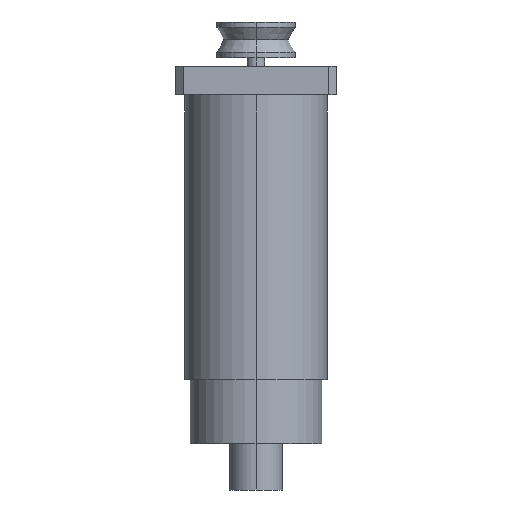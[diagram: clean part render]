
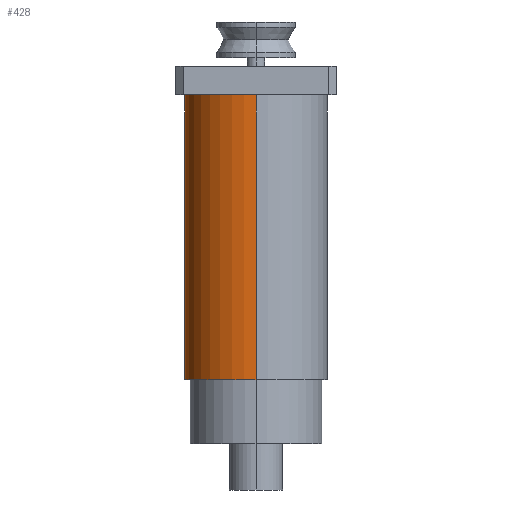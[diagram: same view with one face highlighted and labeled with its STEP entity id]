
A CAD part, left-side view. The second image highlights one B-rep face of the part: STEP entity #428.
In plain terms, the highlighted cylindrical face has radius 20 mm (diameter 40 mm), a partial arc.
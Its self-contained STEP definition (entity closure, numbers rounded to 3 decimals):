
#24 = CARTESIAN_POINT ( 'NONE',  ( 20., 0., -80. ) ) ;
#83 = CIRCLE ( 'NONE', #171, 20. ) ;
#133 = AXIS2_PLACEMENT_3D ( 'NONE', #424, #316, #1554 ) ;
#159 = DIRECTION ( 'NONE',  ( 0., 0., 1. ) ) ;
#171 = AXIS2_PLACEMENT_3D ( 'NONE', #786, #1774, #555 ) ;
#244 = ORIENTED_EDGE ( 'NONE', *, *, #1701, .T. ) ;
#274 = CYLINDRICAL_SURFACE ( 'NONE', #1771, 20. ) ;
#316 = DIRECTION ( 'NONE',  ( 0., 0., -1. ) ) ;
#341 = ORIENTED_EDGE ( 'NONE', *, *, #873, .T. ) ;
#400 = EDGE_CURVE ( 'NONE', #1143, #737, #1700, .T. ) ;
#424 = CARTESIAN_POINT ( 'NONE',  ( 0., 0., -80. ) ) ;
#428 = ADVANCED_FACE ( 'NONE', ( #516 ), #274, .T. ) ;
#484 = VERTEX_POINT ( 'NONE', #1020 ) ;
#516 = FACE_OUTER_BOUND ( 'NONE', #745, .T. ) ;
#555 = DIRECTION ( 'NONE',  ( 1., 0., 0. ) ) ;
#613 = ORIENTED_EDGE ( 'NONE', *, *, #1679, .F. ) ;
#702 = CARTESIAN_POINT ( 'NONE',  ( 0., 0., -80. ) ) ;
#707 = DIRECTION ( 'NONE',  ( 1., 0., 0. ) ) ;
#737 = VERTEX_POINT ( 'NONE', #1748 ) ;
#745 = EDGE_LOOP ( 'NONE', ( #1550, #244, #341, #613 ) ) ;
#754 = LINE ( 'NONE', #1112, #1459 ) ;
#786 = CARTESIAN_POINT ( 'NONE',  ( 0., 0., 0. ) ) ;
#873 = EDGE_CURVE ( 'NONE', #1648, #484, #83, .T. ) ;
#878 = DIRECTION ( 'NONE',  ( 0., 0., 1. ) ) ;
#974 = CARTESIAN_POINT ( 'NONE',  ( -20., 0., 0. ) ) ;
#987 = DIRECTION ( 'NONE',  ( 0., 0., 1. ) ) ;
#1020 = CARTESIAN_POINT ( 'NONE',  ( 20., 0., 0. ) ) ;
#1112 = CARTESIAN_POINT ( 'NONE',  ( -20., 0., -80. ) ) ;
#1143 = VERTEX_POINT ( 'NONE', #1557 ) ;
#1392 = VECTOR ( 'NONE', #987, 1000. ) ;
#1459 = VECTOR ( 'NONE', #878, 1000. ) ;
#1550 = ORIENTED_EDGE ( 'NONE', *, *, #400, .F. ) ;
#1554 = DIRECTION ( 'NONE',  ( -1., 0., 0. ) ) ;
#1557 = CARTESIAN_POINT ( 'NONE',  ( -20., 0., -80. ) ) ;
#1631 = LINE ( 'NONE', #24, #1392 ) ;
#1648 = VERTEX_POINT ( 'NONE', #974 ) ;
#1679 = EDGE_CURVE ( 'NONE', #737, #484, #1631, .T. ) ;
#1700 = CIRCLE ( 'NONE', #133, 20. ) ;
#1701 = EDGE_CURVE ( 'NONE', #1143, #1648, #754, .T. ) ;
#1748 = CARTESIAN_POINT ( 'NONE',  ( 20., 0., -80. ) ) ;
#1771 = AXIS2_PLACEMENT_3D ( 'NONE', #702, #159, #707 ) ;
#1774 = DIRECTION ( 'NONE',  ( 0., 0., -1. ) ) ;
